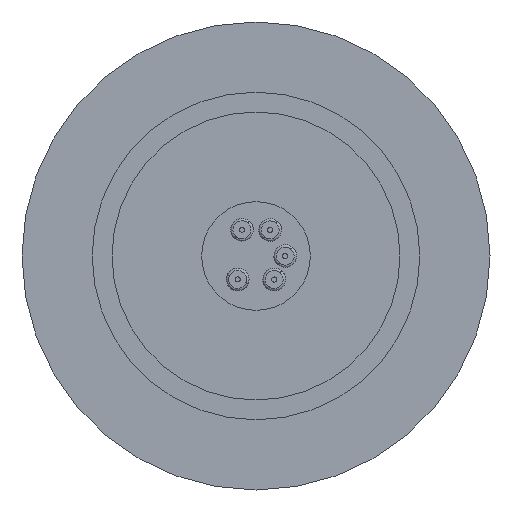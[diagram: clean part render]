
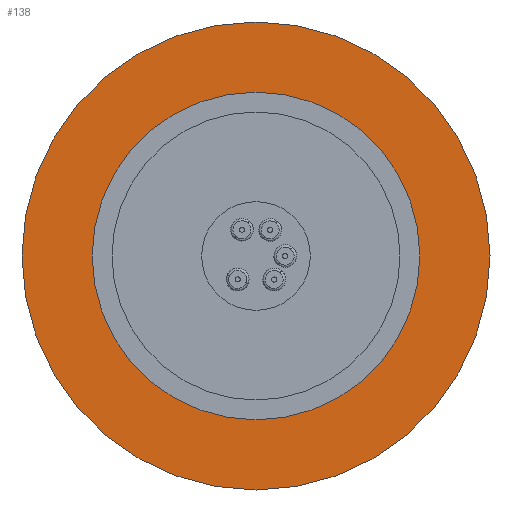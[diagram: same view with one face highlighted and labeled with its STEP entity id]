
A CAD part, front view. The second image highlights one B-rep face of the part: STEP entity #138.
In plain terms, the highlighted planar face has unit normal (0, -1, 0).
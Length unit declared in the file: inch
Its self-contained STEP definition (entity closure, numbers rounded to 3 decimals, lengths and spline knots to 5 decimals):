
#138 = ADVANCED_FACE ( 'NONE', ( #4262, #4034 ), #1783, .T. ) ;
#751 = AXIS2_PLACEMENT_3D ( 'NONE', #2681, #2868, #2629 ) ;
#849 = AXIS2_PLACEMENT_3D ( 'NONE', #3582, #3581, #3575 ) ;
#948 = AXIS2_PLACEMENT_3D ( 'NONE', #1377, #1484, #1664 ) ;
#999 = AXIS2_PLACEMENT_3D ( 'NONE', #1398, #1711, #1586 ) ;
#1027 = AXIS2_PLACEMENT_3D ( 'NONE', #2726, #2716, #2712 ) ;
#1062 = EDGE_CURVE ( 'NONE', #2160, #2090, #4198, .T. ) ;
#1192 = EDGE_CURVE ( 'NONE', #2127, #2125, #3939, .T. ) ;
#1328 = EDGE_CURVE ( 'NONE', #2125, #2127, #3775, .T. ) ;
#1334 = EDGE_CURVE ( 'NONE', #2090, #2160, #3769, .T. ) ;
#1377 = CARTESIAN_POINT ( 'NONE',  ( 0., -0.87271, 0. ) ) ;
#1398 = CARTESIAN_POINT ( 'NONE',  ( -1.475, -0.87271, 0. ) ) ;
#1484 = DIRECTION ( 'NONE',  ( 0., 1., 0. ) ) ;
#1586 = DIRECTION ( 'NONE',  ( 0., 0., -1. ) ) ;
#1664 = DIRECTION ( 'NONE',  ( 0., 0., 1. ) ) ;
#1711 = DIRECTION ( 'NONE',  ( 0., -1., 0. ) ) ;
#1783 = PLANE ( 'NONE',  #999 ) ;
#2090 = VERTEX_POINT ( 'NONE', #2745 ) ;
#2125 = VERTEX_POINT ( 'NONE', #2693 ) ;
#2127 = VERTEX_POINT ( 'NONE', #2691 ) ;
#2160 = VERTEX_POINT ( 'NONE', #2645 ) ;
#2301 = EDGE_LOOP ( 'NONE', ( #2341, #2342 ) ) ;
#2316 = EDGE_LOOP ( 'NONE', ( #2339, #2340 ) ) ;
#2339 = ORIENTED_EDGE ( 'NONE', *, *, #1334, .T. ) ;
#2340 = ORIENTED_EDGE ( 'NONE', *, *, #1062, .T. ) ;
#2341 = ORIENTED_EDGE ( 'NONE', *, *, #1192, .F. ) ;
#2342 = ORIENTED_EDGE ( 'NONE', *, *, #1328, .F. ) ;
#2629 = DIRECTION ( 'NONE',  ( 0., 0., 1. ) ) ;
#2645 = CARTESIAN_POINT ( 'NONE',  ( 0., -0.87271, -1.0325 ) ) ;
#2681 = CARTESIAN_POINT ( 'NONE',  ( 0., -0.87271, 0. ) ) ;
#2691 = CARTESIAN_POINT ( 'NONE',  ( 0., -0.87271, 1.475 ) ) ;
#2693 = CARTESIAN_POINT ( 'NONE',  ( 0., -0.87271, -1.475 ) ) ;
#2712 = DIRECTION ( 'NONE',  ( 0., 0., 1. ) ) ;
#2716 = DIRECTION ( 'NONE',  ( 0., 1., 0. ) ) ;
#2726 = CARTESIAN_POINT ( 'NONE',  ( 0., -0.87271, 0. ) ) ;
#2745 = CARTESIAN_POINT ( 'NONE',  ( 0., -0.87271, 1.0325 ) ) ;
#2868 = DIRECTION ( 'NONE',  ( 0., 1., 0. ) ) ;
#3575 = DIRECTION ( 'NONE',  ( 0., 0., 1. ) ) ;
#3581 = DIRECTION ( 'NONE',  ( 0., 1., 0. ) ) ;
#3582 = CARTESIAN_POINT ( 'NONE',  ( 0., -0.87271, 0. ) ) ;
#3769 = CIRCLE ( 'NONE', #1027, 1.0325 ) ;
#3775 = CIRCLE ( 'NONE', #751, 1.475 ) ;
#3939 = CIRCLE ( 'NONE', #849, 1.475 ) ;
#4034 = FACE_OUTER_BOUND ( 'NONE', #2301, .T. ) ;
#4198 = CIRCLE ( 'NONE', #948, 1.0325 ) ;
#4262 = FACE_BOUND ( 'NONE', #2316, .T. ) ;
